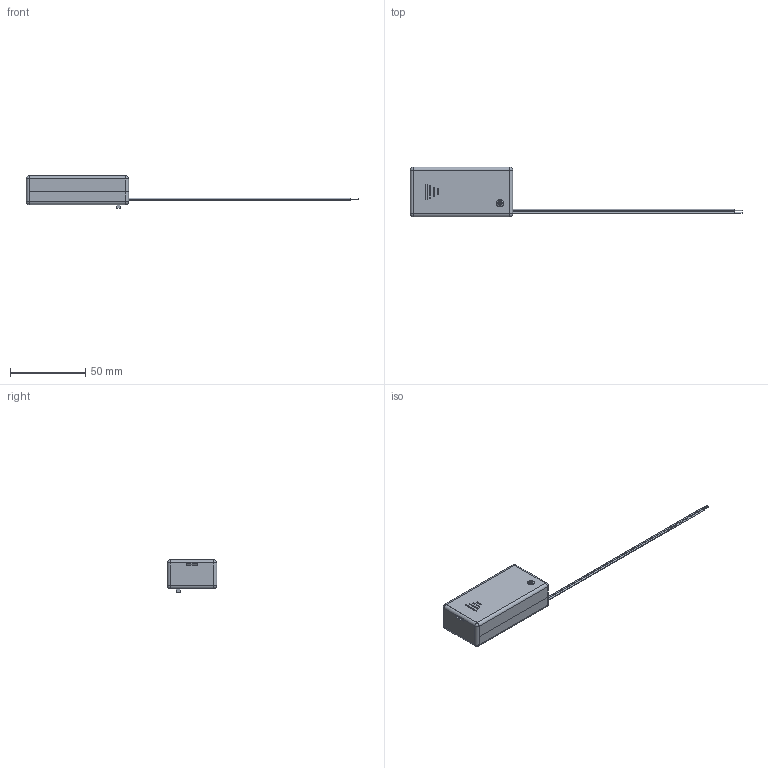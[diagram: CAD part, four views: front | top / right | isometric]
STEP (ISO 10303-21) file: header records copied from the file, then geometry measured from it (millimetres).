
FILE_DESCRIPTION (( 'STEP AP214' ), '1' );
FILE_NAME ('SBH-321AS.STEP', '2020-02-04T23:43:22', ( '' ), ( '' ), 'SwSTEP 2.0', 'SolidWorks 2017', '' );
FILE_SCHEMA (( 'AUTOMOTIVE_DESIGN' ));
Length unit declared in the file: millimetre
Products named in the file (1): SBH-321AS
Bounding box: 220 x 33 x 21.7 mm (x, y, z)
Volume: 15315.1 mm3; surface area: 21925.1 mm2
Topology: 11 solids, 11 shells, 381 faces, 955 edges, 607 vertices
Faces by surface type: plane 217, cylinder 105, torus 26, cone 16, sphere 10, bspline 7
Entity records: 17826 total; most frequent: CARTESIAN_POINT 8659, ORIENTED_EDGE 1890, DIRECTION 1837, EDGE_CURVE 945, AXIS2_PLACEMENT_3D 616, VERTEX_POINT 607, LINE 605, VECTOR 605
